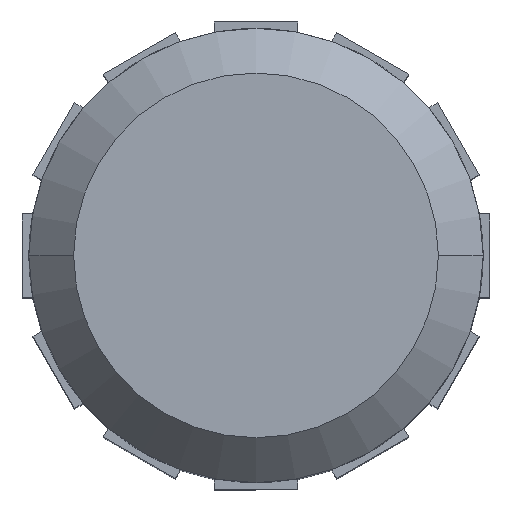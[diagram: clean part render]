
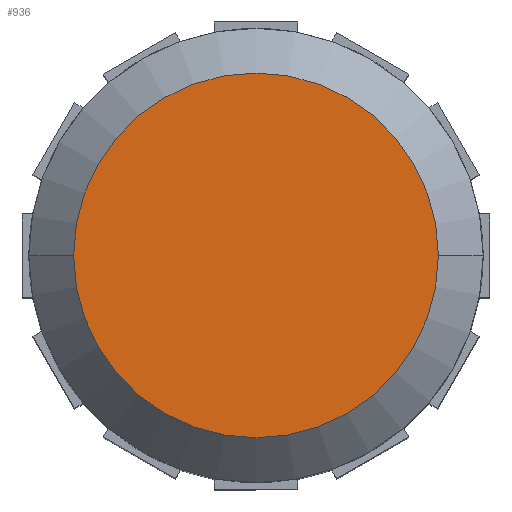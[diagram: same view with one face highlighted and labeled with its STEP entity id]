
A CAD part, top view. The second image highlights one B-rep face of the part: STEP entity #936.
In plain terms, the highlighted planar face has unit normal (0, 0, 1).
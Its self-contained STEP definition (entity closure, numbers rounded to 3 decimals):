
#151 = AXIS2_PLACEMENT_3D ( 'NONE', #1163, #1986, #716 ) ;
#152 = AXIS2_PLACEMENT_3D ( 'NONE', #820, #333, #368 ) ;
#318 = DIRECTION ( 'NONE',  ( 0., 0., 1. ) ) ;
#333 = DIRECTION ( 'NONE',  ( 0., 0., 1. ) ) ;
#368 = DIRECTION ( 'NONE',  ( 1., 0., 0. ) ) ;
#478 = CARTESIAN_POINT ( 'NONE',  ( 0., 0., 11. ) ) ;
#654 = CARTESIAN_POINT ( 'NONE',  ( -5.7, 0., 11. ) ) ;
#716 = DIRECTION ( 'NONE',  ( 1., 0., 0. ) ) ;
#796 = CARTESIAN_POINT ( 'NONE',  ( 5.7, 0., 11. ) ) ;
#820 = CARTESIAN_POINT ( 'NONE',  ( 0., 0., 11. ) ) ;
#936 = ADVANCED_FACE ( 'NONE', ( #1917 ), #964, .T. ) ;
#964 = PLANE ( 'NONE',  #1449 ) ;
#1002 = ORIENTED_EDGE ( 'NONE', *, *, #1174, .T. ) ;
#1093 = CIRCLE ( 'NONE', #151, 5.7 ) ;
#1115 = EDGE_LOOP ( 'NONE', ( #1698, #1002 ) ) ;
#1163 = CARTESIAN_POINT ( 'NONE',  ( 0., 0., 11. ) ) ;
#1174 = EDGE_CURVE ( 'NONE', #1230, #1272, #1093, .T. ) ;
#1230 = VERTEX_POINT ( 'NONE', #796 ) ;
#1272 = VERTEX_POINT ( 'NONE', #654 ) ;
#1449 = AXIS2_PLACEMENT_3D ( 'NONE', #478, #318, #1602 ) ;
#1602 = DIRECTION ( 'NONE',  ( 1., 0., 0. ) ) ;
#1698 = ORIENTED_EDGE ( 'NONE', *, *, #1755, .T. ) ;
#1755 = EDGE_CURVE ( 'NONE', #1272, #1230, #1894, .T. ) ;
#1894 = CIRCLE ( 'NONE', #152, 5.7 ) ;
#1917 = FACE_OUTER_BOUND ( 'NONE', #1115, .T. ) ;
#1986 = DIRECTION ( 'NONE',  ( 0., 0., 1. ) ) ;
